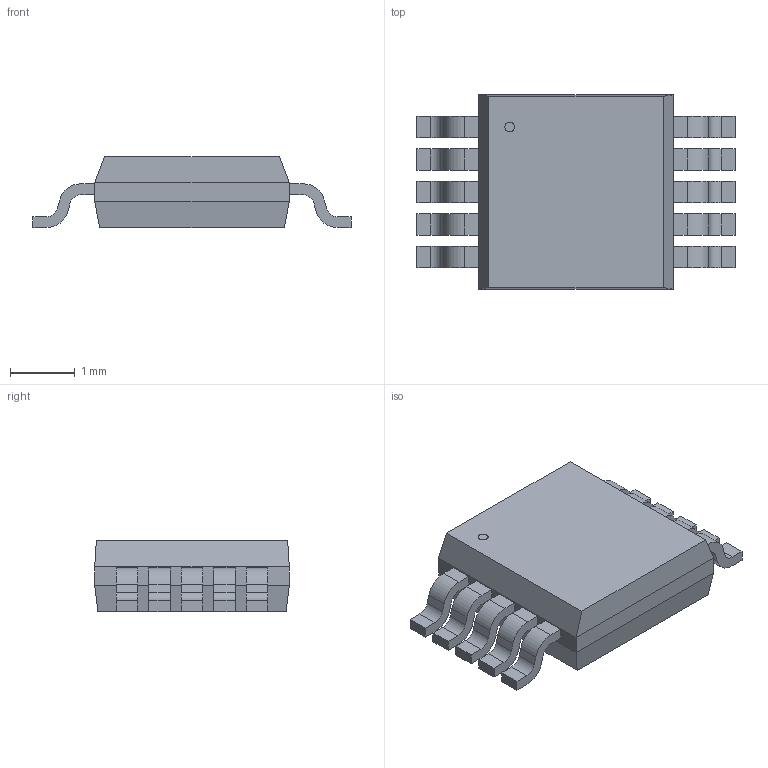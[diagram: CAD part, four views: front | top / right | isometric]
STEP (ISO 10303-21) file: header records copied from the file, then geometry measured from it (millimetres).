
FILE_DESCRIPTION(('STEP AP214'),'1');
FILE_NAME('MSOP10_UN_MCH','2025-09-15T10:17:17',(''),(''),'','','');
FILE_SCHEMA(('AUTOMOTIVE_DESIGN'));
Length unit declared in the file: millimetre
Products named in the file (1): product
Bounding box: 4.9 x 3 x 1.09 mm (x, y, z)
Volume: 10.1 mm3; surface area: 42.6 mm2
Topology: 12 solids, 12 shells, 157 faces, 391 edges, 258 vertices
Faces by surface type: plane 116, cylinder 41
Full cylindrical faces by diameter (mm): 0.15 x1
Entity records: 3423 total; most frequent: ORIENTED_EDGE 780, EDGE_CURVE 390, LINE 308, CARTESIAN_POINT 302, VERTEX_POINT 258, AXIS2_PLACEMENT_3D 241, EDGE_LOOP 158, ADVANCED_FACE 157
